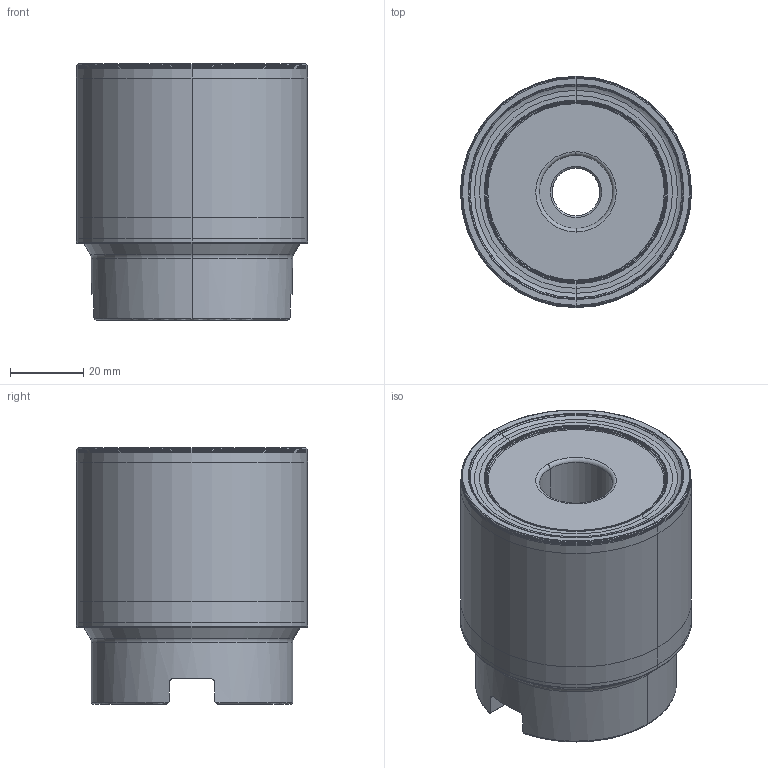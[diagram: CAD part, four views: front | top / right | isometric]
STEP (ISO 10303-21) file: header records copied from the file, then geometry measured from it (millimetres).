
FILE_DESCRIPTION((''),'2;1');
FILE_NAME('22J3F063048F2R00__ASM','2009-08-13T',('poussios_pc'),(''),'PRO/ENGINEER BY PARAMETRIC TECHNOLOGY CORPORATION, 2007460','PRO/ENGINEER BY PARAMETRIC TECHNOLOGY CORPORATION, 2007460','');
FILE_SCHEMA(('CONFIG_CONTROL_DESIGN'));
Length unit declared in the file: millimetre
Products named in the file (3): 22J3F063048F2R00_HSG; SCHNEIDE; 22J3F063048F2R00__ASM
Assembly tree (2 placements, depth 2):
  22J3F063048F2R00__ASM
    22J3F063048F2R00_HSG
    SCHNEIDE
Bounding box: 63.16 x 63.16 x 70 mm (x, y, z)
Volume: 226604.3 mm3; surface area: 41924.9 mm2
Topology: 2 solids, 2 shells, 188 faces, 394 edges, 212 vertices
Faces by surface type: revolution 118, cylinder 20, torus 18, plane 18, cone 14
Entity records: 12154 total; most frequent: CARTESIAN_POINT 8213, ORIENTED_EDGE 788, DIRECTION 728, EDGE_CURVE 394, AXIS2_PLACEMENT_3D 279, B_SPLINE_CURVE_WITH_KNOTS 256, VERTEX_POINT 212, CIRCLE 204
